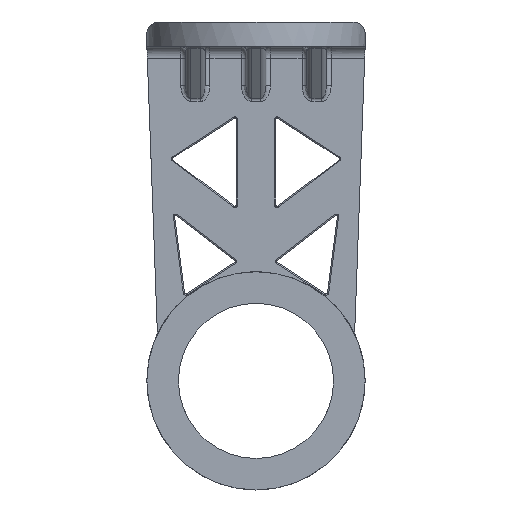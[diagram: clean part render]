
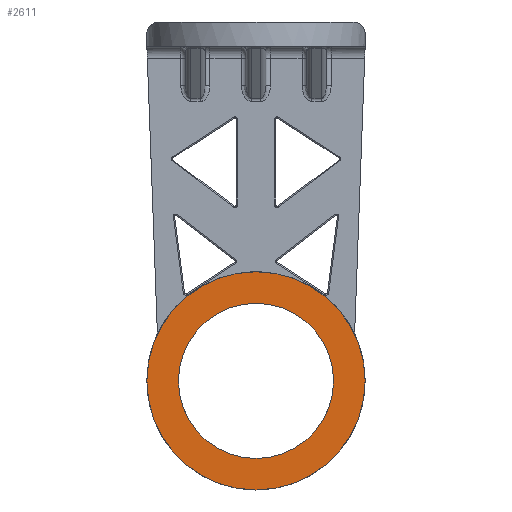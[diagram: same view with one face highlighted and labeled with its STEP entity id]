
A CAD part, front view. The second image highlights one B-rep face of the part: STEP entity #2611.
In plain terms, the highlighted planar face has unit normal (0, -1, 0).
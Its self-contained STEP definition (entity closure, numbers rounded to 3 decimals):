
#46 = PLANE ( 'NONE',  #2192 ) ;
#313 = CIRCLE ( 'NONE', #2668, 45. ) ;
#584 = DIRECTION ( 'NONE',  ( 0., 1., 0. ) ) ;
#650 = EDGE_LOOP ( 'NONE', ( #1624, #2660 ) ) ;
#652 = FACE_BOUND ( 'NONE', #6496, .T. ) ;
#1014 = CIRCLE ( 'NONE', #7400, 32. ) ;
#1102 = CARTESIAN_POINT ( 'NONE',  ( 0., 0., 0. ) ) ;
#1188 = CARTESIAN_POINT ( 'NONE',  ( 0., 0., 32. ) ) ;
#1624 = ORIENTED_EDGE ( 'NONE', *, *, #7050, .F. ) ;
#2178 = VERTEX_POINT ( 'NONE', #3005 ) ;
#2192 = AXIS2_PLACEMENT_3D ( 'NONE', #2678, #4676, #5970 ) ;
#2207 = ORIENTED_EDGE ( 'NONE', *, *, #5490, .T. ) ;
#2611 = ADVANCED_FACE ( 'NONE', ( #3804, #652 ), #46, .F. ) ;
#2660 = ORIENTED_EDGE ( 'NONE', *, *, #3069, .F. ) ;
#2668 = AXIS2_PLACEMENT_3D ( 'NONE', #4952, #6300, #5037 ) ;
#2678 = CARTESIAN_POINT ( 'NONE',  ( 0., 0., 0. ) ) ;
#3005 = CARTESIAN_POINT ( 'NONE',  ( 0., 0., -32. ) ) ;
#3069 = EDGE_CURVE ( 'NONE', #6497, #6321, #313, .T. ) ;
#3358 = DIRECTION ( 'NONE',  ( 0., 0., 1. ) ) ;
#3661 = DIRECTION ( 'NONE',  ( 0., 1., 0. ) ) ;
#3731 = DIRECTION ( 'NONE',  ( 0., 1., 0. ) ) ;
#3804 = FACE_OUTER_BOUND ( 'NONE', #650, .T. ) ;
#4212 = AXIS2_PLACEMENT_3D ( 'NONE', #1102, #3661, #8296 ) ;
#4676 = DIRECTION ( 'NONE',  ( 0., 1., 0. ) ) ;
#4731 = CARTESIAN_POINT ( 'NONE',  ( 0., 0., 45. ) ) ;
#4796 = EDGE_CURVE ( 'NONE', #6955, #2178, #1014, .T. ) ;
#4908 = CIRCLE ( 'NONE', #8229, 45. ) ;
#4952 = CARTESIAN_POINT ( 'NONE',  ( 0., 0., 0. ) ) ;
#5037 = DIRECTION ( 'NONE',  ( 0., 0., 1. ) ) ;
#5203 = CARTESIAN_POINT ( 'NONE',  ( 0., 0., -45. ) ) ;
#5490 = EDGE_CURVE ( 'NONE', #2178, #6955, #8492, .T. ) ;
#5970 = DIRECTION ( 'NONE',  ( 0., 0., 1. ) ) ;
#6300 = DIRECTION ( 'NONE',  ( 0., 1., 0. ) ) ;
#6321 = VERTEX_POINT ( 'NONE', #5203 ) ;
#6376 = DIRECTION ( 'NONE',  ( 0., 0., 1. ) ) ;
#6496 = EDGE_LOOP ( 'NONE', ( #2207, #7194 ) ) ;
#6497 = VERTEX_POINT ( 'NONE', #4731 ) ;
#6955 = VERTEX_POINT ( 'NONE', #1188 ) ;
#7032 = CARTESIAN_POINT ( 'NONE',  ( 0., 0., 0. ) ) ;
#7050 = EDGE_CURVE ( 'NONE', #6321, #6497, #4908, .T. ) ;
#7194 = ORIENTED_EDGE ( 'NONE', *, *, #4796, .T. ) ;
#7307 = CARTESIAN_POINT ( 'NONE',  ( 0., 0., 0. ) ) ;
#7400 = AXIS2_PLACEMENT_3D ( 'NONE', #7032, #3731, #6376 ) ;
#8229 = AXIS2_PLACEMENT_3D ( 'NONE', #7307, #584, #3358 ) ;
#8296 = DIRECTION ( 'NONE',  ( 0., 0., 1. ) ) ;
#8492 = CIRCLE ( 'NONE', #4212, 32. ) ;
